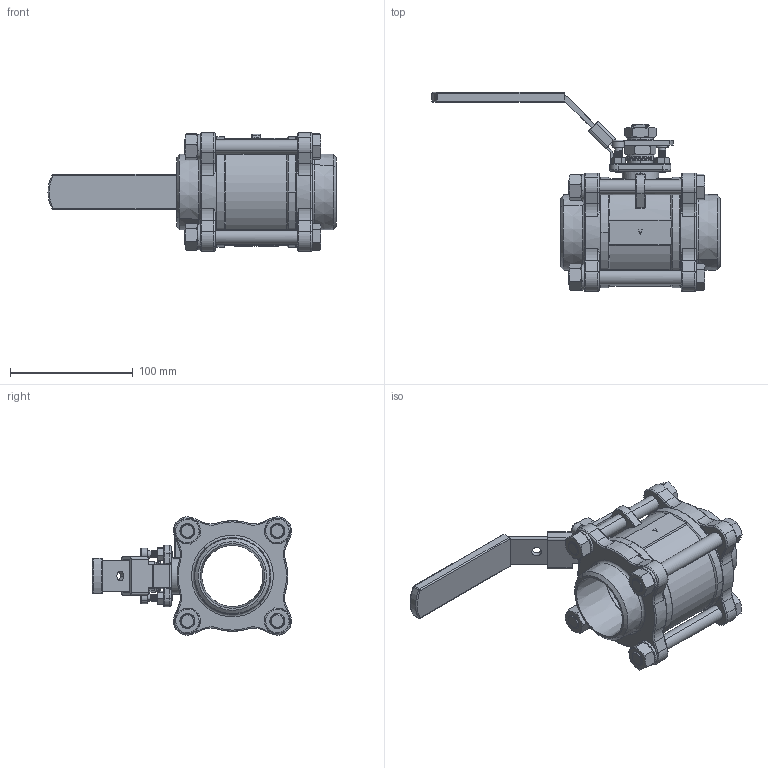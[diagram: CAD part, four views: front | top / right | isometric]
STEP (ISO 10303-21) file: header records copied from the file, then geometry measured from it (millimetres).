
FILE_DESCRIPTION (( 'STEP AP203' ), '1' );
FILE_NAME ('1-32 H對焊盤型華司-V Mark.STEP', '2017-01-10T06:52:35', ( 'user' ), ( '' ), 'SwSTEP 2.0', 'SolidWorks 2005179', '' );
FILE_SCHEMA (( 'CONFIG_CONTROL_DESIGN' ));
Length unit declared in the file: millimetre
Products named in the file (24): T-21G08T3(1)_預設; 1-32 H對焊盤型華司-V Mark; E-32G040-01_預設; C-32H01S-01(中口無攻牙)_預設; G-17F1340_預設; M-32H210-01把手_預設; M-32H210-01把手鎖片_預設; G-10B1940_預設; G-31H1840; D-31H72S-01; 32G VENTIM; F-20H0361; T-21G07T0_預設; G-25E2740_預設; T-22G09S0_預設; T-21G08T3(3)_預設; T-21G08T3(2)_預設; G-34D1150_預設; G-10G1940_預設; T-31H06T0; T-31H05T0_預設; G-B3DA640_預設; G-17F1741_預設; G-10G2640_預設
Assembly tree (40 placements, depth 2):
  1-32 H對焊盤型華司-V Mark
    T-21G07T0_預設
    E-32G040-01_預設
    T-31H05T0_預設  x2
    G-10B1940_預設  x2
    F-20H0361
    G-10G2640_預設  x5
    T-21G08T3(3)_預設
    D-31H72S-01  x2
    T-31H06T0  x2
    G-B3DA640_預設  x2
    M-32H210-01把手_預設
    G-31H1840  x4
    C-32H01S-01(中口無攻牙)_預設
    M-32H210-01把手鎖片_預設
    G-17F1741_預設  x2
    32G VENTIM
    G-10G1940_預設  x4
    G-25E2740_預設
    T-22G09S0_預設
    T-21G08T3(2)_預設
    G-34D1150_預設  x2
    G-17F1340_預設
    T-21G08T3(1)_預設
Bounding box: 235.03 x 162.32 x 96.36 mm (x, y, z)
Volume: 539756.3 mm3; surface area: 222948.8 mm2
Topology: 40 solids, 40 shells, 2363 faces, 5999 edges, 3808 vertices
Faces by surface type: plane 770, cylinder 709, bspline 397, cone 324, torus 155, sphere 8
Entity records: 89902 total; most frequent: CARTESIAN_POINT 53439, ORIENTED_EDGE 7650, DIRECTION 5932, EDGE_CURVE 3825, VERTEX_POINT 2460, AXIS2_PLACEMENT_3D 2021, LINE 1890, VECTOR 1890
